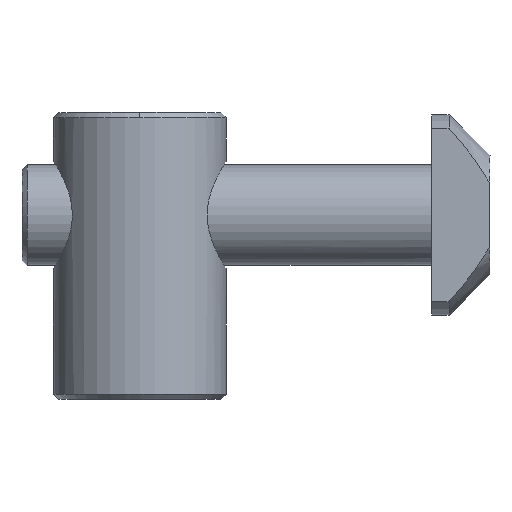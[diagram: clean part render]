
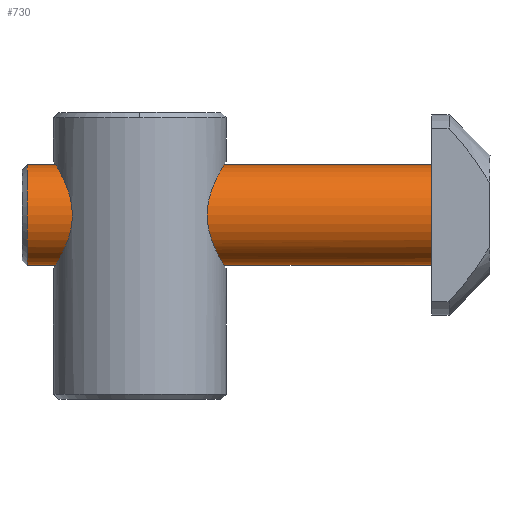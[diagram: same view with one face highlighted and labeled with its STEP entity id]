
A CAD part, top view. The second image highlights one B-rep face of the part: STEP entity #730.
In plain terms, the highlighted cylindrical face has radius 4.9 mm (diameter 9.8 mm), a partial arc.
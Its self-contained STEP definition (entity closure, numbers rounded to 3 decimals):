
#17 = AXIS2_PLACEMENT_3D ( 'NONE', #1944, #487, #2115 ) ;
#80 = CARTESIAN_POINT ( 'NONE',  ( -26.5, -4.9, 0. ) ) ;
#105 = CARTESIAN_POINT ( 'NONE',  ( -24.535, -3.901, 2.979 ) ) ;
#122 = CARTESIAN_POINT ( 'NONE',  ( -25.632, -4.437, 2.085 ) ) ;
#131 = CARTESIAN_POINT ( 'NONE',  ( -19.866, -2.893, 3.955 ) ) ;
#134 = EDGE_CURVE ( 'NONE', #1856, #1051, #1890, .T. ) ;
#137 = CARTESIAN_POINT ( 'NONE',  ( -25.037, -4.139, 2.626 ) ) ;
#139 = ORIENTED_EDGE ( 'NONE', *, *, #134, .T. ) ;
#215 = VECTOR ( 'NONE', #2188, 1000. ) ;
#231 = EDGE_CURVE ( 'NONE', #2185, #1214, #1685, .T. ) ;
#275 = CARTESIAN_POINT ( 'NONE',  ( -25.859, -4.555, 1.811 ) ) ;
#292 = CARTESIAN_POINT ( 'NONE',  ( -14.796, -4.739, 1.256 ) ) ;
#301 = CARTESIAN_POINT ( 'NONE',  ( -25.961, -4.609, 1.672 ) ) ;
#308 = CARTESIAN_POINT ( 'NONE',  ( -14., -4.9, 0. ) ) ;
#310 = CARTESIAN_POINT ( 'NONE',  ( -26.5, -4.9, 0. ) ) ;
#363 = CARTESIAN_POINT ( 'NONE',  ( -33.5, 0., 0. ) ) ;
#453 = ORIENTED_EDGE ( 'NONE', *, *, #1975, .T. ) ;
#455 = CARTESIAN_POINT ( 'NONE',  ( -24.171, -3.74, 3.173 ) ) ;
#474 = CARTESIAN_POINT ( 'NONE',  ( -18.894, -3.048, 3.838 ) ) ;
#485 = LINE ( 'NONE', #308, #1513 ) ;
#487 = DIRECTION ( 'NONE',  ( -1., 0., 0. ) ) ;
#547 = DIRECTION ( 'NONE',  ( 0., -1., 0. ) ) ;
#605 = DIRECTION ( 'NONE',  ( -1., 0., 0. ) ) ;
#632 = CARTESIAN_POINT ( 'NONE',  ( -16.191, -4.029, 2.803 ) ) ;
#639 = CARTESIAN_POINT ( 'NONE',  ( -16.512, -3.88, 3. ) ) ;
#658 = CARTESIAN_POINT ( 'NONE',  ( -14.727, -4.776, 1.107 ) ) ;
#662 = CARTESIAN_POINT ( 'NONE',  ( -15.61, -4.314, 2.329 ) ) ;
#730 = ADVANCED_FACE ( 'NONE', ( #1303 ), #959, .T. ) ;
#772 = EDGE_CURVE ( 'NONE', #1395, #875, #1533, .T. ) ;
#807 = CARTESIAN_POINT ( 'NONE',  ( -26.414, -4.853, 0.702 ) ) ;
#817 = CARTESIAN_POINT ( 'NONE',  ( -14.951, -4.655, 1.536 ) ) ;
#827 = CARTESIAN_POINT ( 'NONE',  ( -14.514, -4.892, 0.317 ) ) ;
#831 = DIRECTION ( 'NONE',  ( 0., -1., 0. ) ) ;
#835 = AXIS2_PLACEMENT_3D ( 'NONE', #942, #1990, #864 ) ;
#861 = EDGE_LOOP ( 'NONE', ( #2261, #453, #139, #904, #1728, #1365, #1653 ) ) ;
#864 = DIRECTION ( 'NONE',  ( 0., -1., 0. ) ) ;
#875 = VERTEX_POINT ( 'NONE', #1441 ) ;
#904 = ORIENTED_EDGE ( 'NONE', *, *, #1393, .F. ) ;
#942 = CARTESIAN_POINT ( 'NONE',  ( 6., 0., 0. ) ) ;
#959 = CYLINDRICAL_SURFACE ( 'NONE', #1092, 4.9 ) ;
#1000 = CARTESIAN_POINT ( 'NONE',  ( -20.5, -2.871, 3.971 ) ) ;
#1018 = CARTESIAN_POINT ( 'NONE',  ( -14.5, -4.9, 0. ) ) ;
#1022 = DIRECTION ( 'NONE',  ( -1., 0., 0. ) ) ;
#1028 = CARTESIAN_POINT ( 'NONE',  ( -20.777, -2.871, 3.971 ) ) ;
#1051 = VERTEX_POINT ( 'NONE', #1853 ) ;
#1092 = AXIS2_PLACEMENT_3D ( 'NONE', #1588, #1022, #831 ) ;
#1093 = EDGE_CURVE ( 'NONE', #1395, #1214, #1815, .T. ) ;
#1171 = CARTESIAN_POINT ( 'NONE',  ( -15.037, -4.61, 1.667 ) ) ;
#1182 = CARTESIAN_POINT ( 'NONE',  ( -26.227, -4.751, 1.211 ) ) ;
#1191 = CARTESIAN_POINT ( 'NONE',  ( -26.5, -4.9, 0.173 ) ) ;
#1199 = CARTESIAN_POINT ( 'NONE',  ( -26.483, -4.891, 0.35 ) ) ;
#1214 = VERTEX_POINT ( 'NONE', #1655 ) ;
#1223 = EDGE_CURVE ( 'NONE', #875, #1589, #1351, .T. ) ;
#1266 = DIRECTION ( 'NONE',  ( 1., 0., 0. ) ) ;
#1303 = FACE_OUTER_BOUND ( 'NONE', #861, .T. ) ;
#1349 = CARTESIAN_POINT ( 'NONE',  ( -26.145, -4.707, 1.372 ) ) ;
#1351 = CIRCLE ( 'NONE', #835, 4.9 ) ;
#1361 = CARTESIAN_POINT ( 'NONE',  ( -15.75, -4.244, 2.454 ) ) ;
#1365 = ORIENTED_EDGE ( 'NONE', *, *, #1093, .F. ) ;
#1370 = CARTESIAN_POINT ( 'NONE',  ( -21.937, -3.014, 3.865 ) ) ;
#1381 = CARTESIAN_POINT ( 'NONE',  ( -22.791, -3.231, 3.686 ) ) ;
#1393 = EDGE_CURVE ( 'NONE', #2185, #1051, #485, .T. ) ;
#1395 = VERTEX_POINT ( 'NONE', #1581 ) ;
#1414 = VECTOR ( 'NONE', #605, 1000. ) ;
#1441 = CARTESIAN_POINT ( 'NONE',  ( 6., 0., 4.9 ) ) ;
#1496 = CARTESIAN_POINT ( 'NONE',  ( -14., 4.9, 0. ) ) ;
#1513 = VECTOR ( 'NONE', #1752, 1000. ) ;
#1533 = CIRCLE ( 'NONE', #17, 4.9 ) ;
#1537 = CARTESIAN_POINT ( 'NONE',  ( -23.329, -3.409, 3.522 ) ) ;
#1549 = CARTESIAN_POINT ( 'NONE',  ( -15.35, -4.446, 2.066 ) ) ;
#1565 = CARTESIAN_POINT ( 'NONE',  ( -17.359, -3.525, 3.407 ) ) ;
#1572 = CARTESIAN_POINT ( 'NONE',  ( -22.51, -3.149, 3.755 ) ) ;
#1581 = CARTESIAN_POINT ( 'NONE',  ( 6., -4.9, 0. ) ) ;
#1588 = CARTESIAN_POINT ( 'NONE',  ( -14., 0., 0. ) ) ;
#1589 = VERTEX_POINT ( 'NONE', #2038 ) ;
#1653 = ORIENTED_EDGE ( 'NONE', *, *, #772, .T. ) ;
#1655 = CARTESIAN_POINT ( 'NONE',  ( -14.5, -4.9, 0. ) ) ;
#1663 = CARTESIAN_POINT ( 'NONE',  ( -14., -4.9, 0. ) ) ;
#1685 = B_SPLINE_CURVE_WITH_KNOTS ( 'NONE', 3,
 ( #310, #1191, #1199, #807, #2257, #1182, #1349, #301, #275, #122, #1896, #2111, #137, #105, #455, #1709, #1537, #1381, #1572, #1370, #1739, #2095, #1028, #1000, #1906, #131, #2078, #474, #1915, #2086, #1565, #2266, #639, #632, #1361, #662, #1549, #1725, #1171, #817, #292, #658, #2292, #1923, #827, #2102, #1018 ),
 .UNSPECIFIED., .F., .F.,
 ( 4, 2, 2, 2, 2, 2, 2, 2, 2, 2, 2, 3, 2, 2, 2, 2, 2, 2, 2, 2, 2, 2, 4 ),
 ( -7.819, -7.301, -6.782, -6.264, -5.745, -5.14, -4.534, -3.324, -2.493, -1.662, -0.831, 0., 0.933, 1.867, 2.8, 3.734, 4.84, 5.394, 5.947, 6.416, 6.885, 7.353, 7.822 ),
 .UNSPECIFIED. ) ;
#1693 = AXIS2_PLACEMENT_3D ( 'NONE', #363, #1266, #547 ) ;
#1709 = CARTESIAN_POINT ( 'NONE',  ( -23.585, -3.505, 3.427 ) ) ;
#1725 = CARTESIAN_POINT ( 'NONE',  ( -15.232, -4.507, 1.928 ) ) ;
#1728 = ORIENTED_EDGE ( 'NONE', *, *, #231, .T. ) ;
#1739 = CARTESIAN_POINT ( 'NONE',  ( -21.645, -2.96, 3.905 ) ) ;
#1752 = DIRECTION ( 'NONE',  ( -1., 0., 0. ) ) ;
#1815 = LINE ( 'NONE', #1663, #215 ) ;
#1853 = CARTESIAN_POINT ( 'NONE',  ( -33.5, -4.9, 0. ) ) ;
#1856 = VERTEX_POINT ( 'NONE', #2181 ) ;
#1890 = CIRCLE ( 'NONE', #1693, 4.9 ) ;
#1894 = LINE ( 'NONE', #1496, #1414 ) ;
#1896 = CARTESIAN_POINT ( 'NONE',  ( -25.495, -4.367, 2.229 ) ) ;
#1906 = CARTESIAN_POINT ( 'NONE',  ( -20.189, -2.871, 3.971 ) ) ;
#1915 = CARTESIAN_POINT ( 'NONE',  ( -18.259, -3.214, 3.7 ) ) ;
#1923 = CARTESIAN_POINT ( 'NONE',  ( -14.571, -4.861, 0.638 ) ) ;
#1944 = CARTESIAN_POINT ( 'NONE',  ( 6., 0., 0. ) ) ;
#1975 = EDGE_CURVE ( 'NONE', #1589, #1856, #1894, .T. ) ;
#1990 = DIRECTION ( 'NONE',  ( -1., 0., 0. ) ) ;
#2038 = CARTESIAN_POINT ( 'NONE',  ( 6., 4.9, 0. ) ) ;
#2078 = CARTESIAN_POINT ( 'NONE',  ( -19.219, -2.982, 3.889 ) ) ;
#2086 = CARTESIAN_POINT ( 'NONE',  ( -17.949, -3.313, 3.613 ) ) ;
#2095 = CARTESIAN_POINT ( 'NONE',  ( -21.065, -2.888, 3.959 ) ) ;
#2102 = CARTESIAN_POINT ( 'NONE',  ( -14.5, -4.9, 0.156 ) ) ;
#2111 = CARTESIAN_POINT ( 'NONE',  ( -25.198, -4.218, 2.499 ) ) ;
#2115 = DIRECTION ( 'NONE',  ( 0., -1., 0. ) ) ;
#2181 = CARTESIAN_POINT ( 'NONE',  ( -33.5, 4.9, 0. ) ) ;
#2185 = VERTEX_POINT ( 'NONE', #80 ) ;
#2188 = DIRECTION ( 'NONE',  ( -1., 0., 0. ) ) ;
#2257 = CARTESIAN_POINT ( 'NONE',  ( -26.361, -4.824, 0.877 ) ) ;
#2261 = ORIENTED_EDGE ( 'NONE', *, *, #1223, .T. ) ;
#2266 = CARTESIAN_POINT ( 'NONE',  ( -17.078, -3.637, 3.288 ) ) ;
#2292 = CARTESIAN_POINT ( 'NONE',  ( -14.615, -4.837, 0.798 ) ) ;
